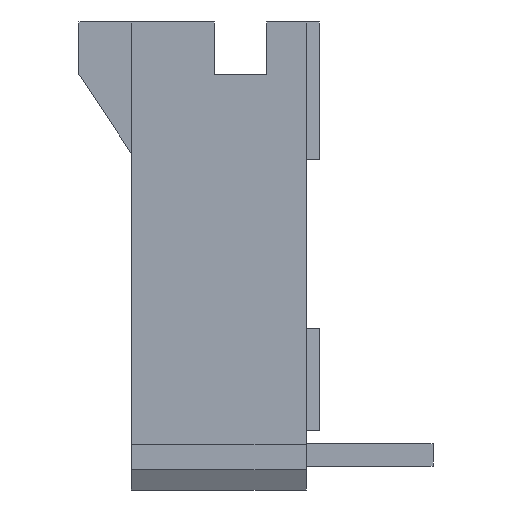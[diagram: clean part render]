
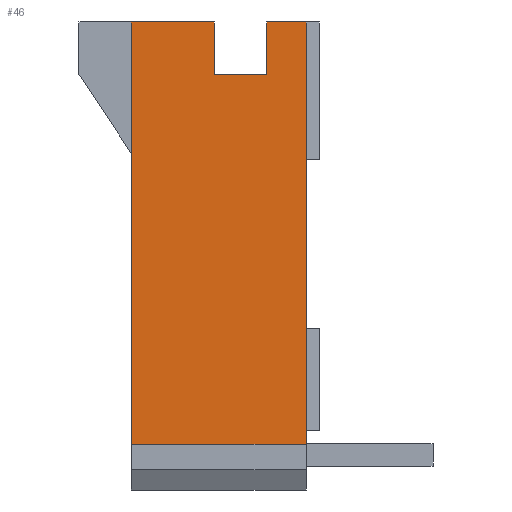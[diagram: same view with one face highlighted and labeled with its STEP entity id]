
A CAD part, left-side view. The second image highlights one B-rep face of the part: STEP entity #46.
In plain terms, the highlighted planar face has unit normal (-1, 0, 0).
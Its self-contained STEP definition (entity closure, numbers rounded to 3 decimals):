
#46=ADVANCED_FACE('',(#240),#241,.F.);
#240=FACE_OUTER_BOUND('',#641,.T.);
#241=PLANE('',#642);
#641=EDGE_LOOP('',(#1042,#1043,#1044,#1045,#1046,#1047,#1048,#1049));
#642=AXIS2_PLACEMENT_3D('',#1050,#1051,#1052);
#1042=ORIENTED_EDGE('',*,*,#2657,.F.);
#1043=ORIENTED_EDGE('',*,*,#2658,.F.);
#1044=ORIENTED_EDGE('',*,*,#2659,.T.);
#1045=ORIENTED_EDGE('',*,*,#2660,.T.);
#1046=ORIENTED_EDGE('',*,*,#2661,.T.);
#1047=ORIENTED_EDGE('',*,*,#2662,.F.);
#1048=ORIENTED_EDGE('',*,*,#2663,.T.);
#1049=ORIENTED_EDGE('',*,*,#2664,.F.);
#1050=CARTESIAN_POINT('',(-10.097,0.0,0.0));
#1051=DIRECTION('',(1.0,0.0,0.0));
#1052=DIRECTION('',(0.0,1.0,0.0));
#2657=EDGE_CURVE('',#3175,#3176,#3177,.T.);
#2658=EDGE_CURVE('',#3178,#3175,#3179,.T.);
#2659=EDGE_CURVE('',#3178,#3180,#3181,.T.);
#2660=EDGE_CURVE('',#3180,#3182,#3183,.T.);
#2661=EDGE_CURVE('',#3182,#3184,#3185,.T.);
#2662=EDGE_CURVE('',#3186,#3184,#3187,.T.);
#2663=EDGE_CURVE('',#3186,#3188,#3189,.T.);
#2664=EDGE_CURVE('',#3176,#3188,#3190,.T.);
#3175=VERTEX_POINT('',#4033);
#3176=VERTEX_POINT('',#4034);
#3177=LINE('',#4035,#4036);
#3178=VERTEX_POINT('',#4037);
#3179=LINE('',#4038,#4039);
#3180=VERTEX_POINT('',#4040);
#3181=LINE('',#4041,#4042);
#3182=VERTEX_POINT('',#4043);
#3183=LINE('',#4044,#4045);
#3184=VERTEX_POINT('',#4046);
#3185=LINE('',#4047,#4048);
#3186=VERTEX_POINT('',#4049);
#3187=LINE('',#4050,#4051);
#3188=VERTEX_POINT('',#4052);
#3189=LINE('',#4053,#4054);
#3190=LINE('',#4055,#4056);
#4033=CARTESIAN_POINT('',(-10.097,-2.54,0.0));
#4034=CARTESIAN_POINT('',(-10.097,-2.54,-12.255));
#4035=CARTESIAN_POINT('',(-10.097,-2.54,0.0));
#4036=VECTOR('',#5409,12.255);
#4037=CARTESIAN_POINT('',(-10.097,-1.39,0.0));
#4038=CARTESIAN_POINT('',(-10.097,-1.39,0.0));
#4039=VECTOR('',#5410,1.15);
#4040=CARTESIAN_POINT('',(-10.097,-1.39,-1.52));
#4041=CARTESIAN_POINT('',(-10.097,-1.39,0.0));
#4042=VECTOR('',#5411,1.52);
#4043=CARTESIAN_POINT('',(-10.097,0.13,-1.52));
#4044=CARTESIAN_POINT('',(-10.097,-1.39,-1.52));
#4045=VECTOR('',#5412,1.52);
#4046=CARTESIAN_POINT('',(-10.097,0.13,0.0));
#4047=CARTESIAN_POINT('',(-10.097,0.13,-1.52));
#4048=VECTOR('',#5413,1.52);
#4049=CARTESIAN_POINT('',(-10.097,2.54,0.0));
#4050=CARTESIAN_POINT('',(-10.097,2.54,0.0));
#4051=VECTOR('',#5414,2.41);
#4052=CARTESIAN_POINT('',(-10.097,2.54,-12.255));
#4053=CARTESIAN_POINT('',(-10.097,2.54,0.0));
#4054=VECTOR('',#5415,12.255);
#4055=CARTESIAN_POINT('',(-10.097,-2.54,-12.255));
#4056=VECTOR('',#5416,5.08);
#5409=DIRECTION('',(0.0,0.0,-1.0));
#5410=DIRECTION('',(0.0,-1.0,0.0));
#5411=DIRECTION('',(0.0,0.0,-1.0));
#5412=DIRECTION('',(0.0,1.0,0.0));
#5413=DIRECTION('',(0.0,0.0,1.0));
#5414=DIRECTION('',(0.0,-1.0,0.0));
#5415=DIRECTION('',(0.0,0.0,-1.0));
#5416=DIRECTION('',(0.0,1.0,0.0));
